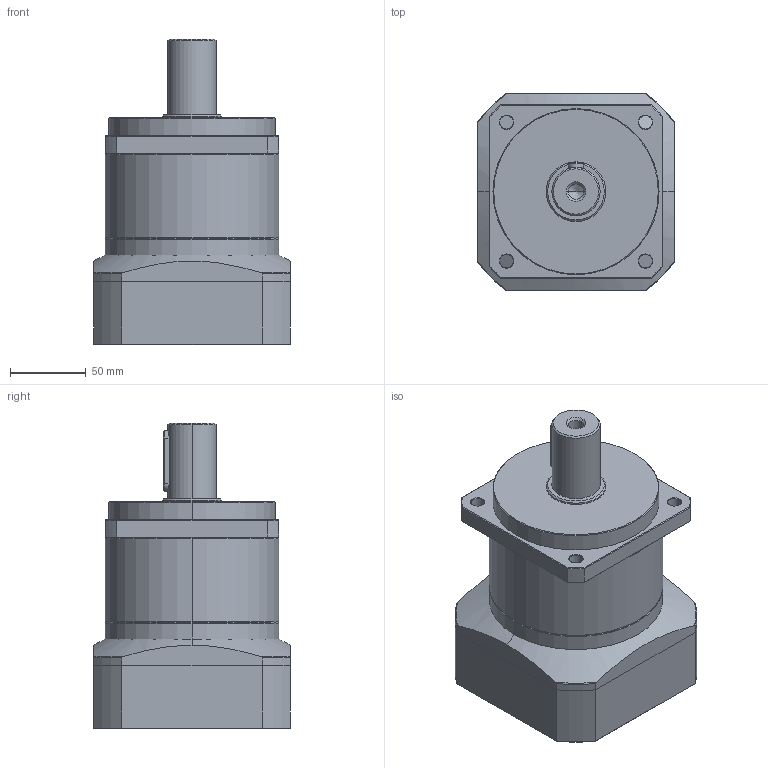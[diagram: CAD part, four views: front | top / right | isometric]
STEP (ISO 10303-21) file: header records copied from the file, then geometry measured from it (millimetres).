
FILE_DESCRIPTION (( 'STEP AP214' ), '1' );
FILE_NAME ('MSS1151A-D3110103 nc fxt.STEP', '2022-02-23T18:23:04', ( '' ), ( '' ), 'SwSTEP 2.0', 'SolidWorks 2021', '' );
FILE_SCHEMA (( 'AUTOMOTIVE_DESIGN' ));
Length unit declared in the file: inch
Products named in the file (1): MSS1151A-D3110103 nc fxt
Bounding box: 130 x 130 x 202.5 mm (x, y, z)
Volume: 1750601.3 mm3; surface area: 172030.1 mm2
Topology: 3 solids, 3 shells, 181 faces, 411 edges, 239 vertices
Faces by surface type: cone 81, cylinder 54, plane 46
Entity records: 5283 total; most frequent: CARTESIAN_POINT 1146, DIRECTION 905, ORIENTED_EDGE 802, EDGE_CURVE 401, AXIS2_PLACEMENT_3D 364, VERTEX_POINT 239, EDGE_LOOP 206, CIRCLE 182
